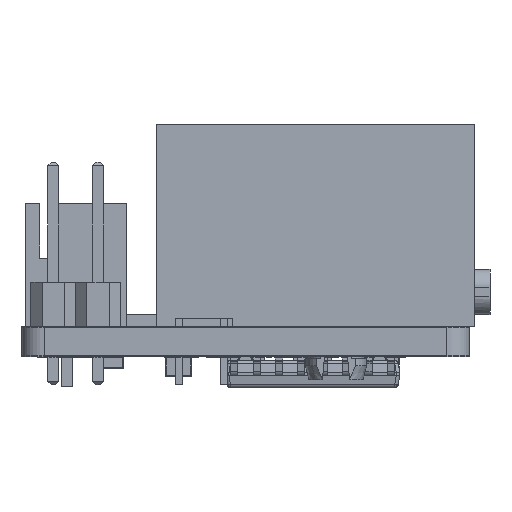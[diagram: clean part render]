
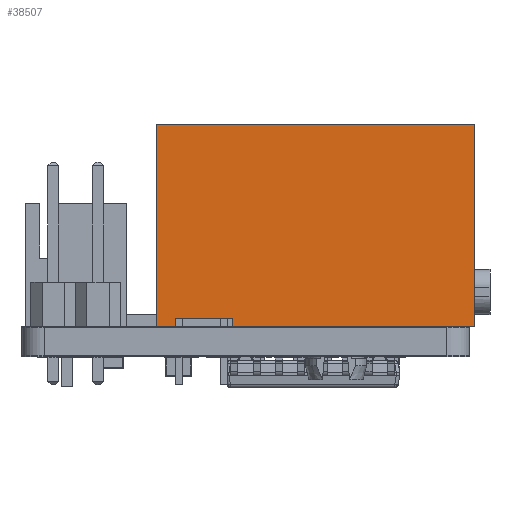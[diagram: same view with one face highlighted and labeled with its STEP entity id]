
A CAD part, left-side view. The second image highlights one B-rep face of the part: STEP entity #38507.
In plain terms, the highlighted planar face has unit normal (-1, 0, 0).
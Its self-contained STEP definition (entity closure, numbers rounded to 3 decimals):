
#2384=PLANE('',#41777);
#4333=FACE_OUTER_BOUND('',#6822,.T.);
#6822=EDGE_LOOP('',(#33180,#33181,#33182,#33183,#33184,#33185,#33186,#33187));
#10428=LINE('',#61318,#14629);
#10595=LINE('',#61647,#14796);
#10625=LINE('',#61721,#14826);
#10626=LINE('',#61722,#14827);
#10627=LINE('',#61724,#14828);
#10628=LINE('',#61726,#14829);
#10629=LINE('',#61728,#14830);
#10630=LINE('',#61729,#14831);
#14629=VECTOR('',#50166,11.5);
#14796=VECTOR('',#50393,18.1);
#14826=VECTOR('',#50443,0.5);
#14827=VECTOR('',#50444,13.75);
#14828=VECTOR('',#50445,11.5);
#14829=VECTOR('',#50446,1.1);
#14830=VECTOR('',#50447,0.5);
#14831=VECTOR('',#50448,3.25);
#19427=VERTEX_POINT('',#61315);
#19428=VERTEX_POINT('',#61317);
#19560=VERTEX_POINT('',#61645);
#19593=VERTEX_POINT('',#61719);
#19594=VERTEX_POINT('',#61720);
#19595=VERTEX_POINT('',#61723);
#19596=VERTEX_POINT('',#61725);
#19597=VERTEX_POINT('',#61727);
#24058=EDGE_CURVE('',#19427,#19428,#10428,.T.);
#24225=EDGE_CURVE('',#19427,#19560,#10595,.T.);
#24261=EDGE_CURVE('',#19593,#19594,#10625,.T.);
#24262=EDGE_CURVE('',#19428,#19593,#10626,.T.);
#24263=EDGE_CURVE('',#19560,#19595,#10627,.T.);
#24264=EDGE_CURVE('',#19596,#19595,#10628,.T.);
#24265=EDGE_CURVE('',#19596,#19597,#10629,.T.);
#24266=EDGE_CURVE('',#19597,#19594,#10630,.T.);
#33180=ORIENTED_EDGE('',*,*,#24261,.F.);
#33181=ORIENTED_EDGE('',*,*,#24262,.F.);
#33182=ORIENTED_EDGE('',*,*,#24058,.F.);
#33183=ORIENTED_EDGE('',*,*,#24225,.T.);
#33184=ORIENTED_EDGE('',*,*,#24263,.T.);
#33185=ORIENTED_EDGE('',*,*,#24264,.F.);
#33186=ORIENTED_EDGE('',*,*,#24265,.T.);
#33187=ORIENTED_EDGE('',*,*,#24266,.T.);
#38507=ADVANCED_FACE('',(#4333),#2384,.T.);
#41777=AXIS2_PLACEMENT_3D('',#61718,#50441,#50442);
#50166=DIRECTION('',(0.,-1.,0.));
#50393=DIRECTION('',(0.,0.,-1.));
#50441=DIRECTION('center_axis',(-1.,0.,0.));
#50442=DIRECTION('ref_axis',(0.,-1.,0.));
#50443=DIRECTION('',(0.,1.,0.));
#50444=DIRECTION('',(0.,0.,-1.));
#50445=DIRECTION('',(0.,-1.,0.));
#50446=DIRECTION('',(0.,0.,-1.));
#50447=DIRECTION('',(0.,1.,0.));
#50448=DIRECTION('',(0.,0.,1.));
#61315=CARTESIAN_POINT('',(-5.59,5.75,0.));
#61317=CARTESIAN_POINT('',(-5.59,-5.75,0.));
#61318=CARTESIAN_POINT('',(-5.59,5.75,0.));
#61645=CARTESIAN_POINT('',(-5.59,5.75,-18.1));
#61647=CARTESIAN_POINT('',(-5.59,5.75,0.));
#61718=CARTESIAN_POINT('Origin',(-5.59,5.75,0.));
#61719=CARTESIAN_POINT('',(-5.59,-5.75,-13.75));
#61720=CARTESIAN_POINT('',(-5.59,-5.25,-13.75));
#61721=CARTESIAN_POINT('',(-5.59,-5.75,-13.75));
#61722=CARTESIAN_POINT('',(-5.59,-5.75,0.));
#61723=CARTESIAN_POINT('',(-5.59,-5.75,-18.1));
#61724=CARTESIAN_POINT('',(-5.59,5.75,-18.1));
#61725=CARTESIAN_POINT('',(-5.59,-5.75,-17.));
#61726=CARTESIAN_POINT('',(-5.59,-5.75,-17.));
#61727=CARTESIAN_POINT('',(-5.59,-5.25,-17.));
#61728=CARTESIAN_POINT('',(-5.59,-5.75,-17.));
#61729=CARTESIAN_POINT('',(-5.59,-5.25,-17.));
